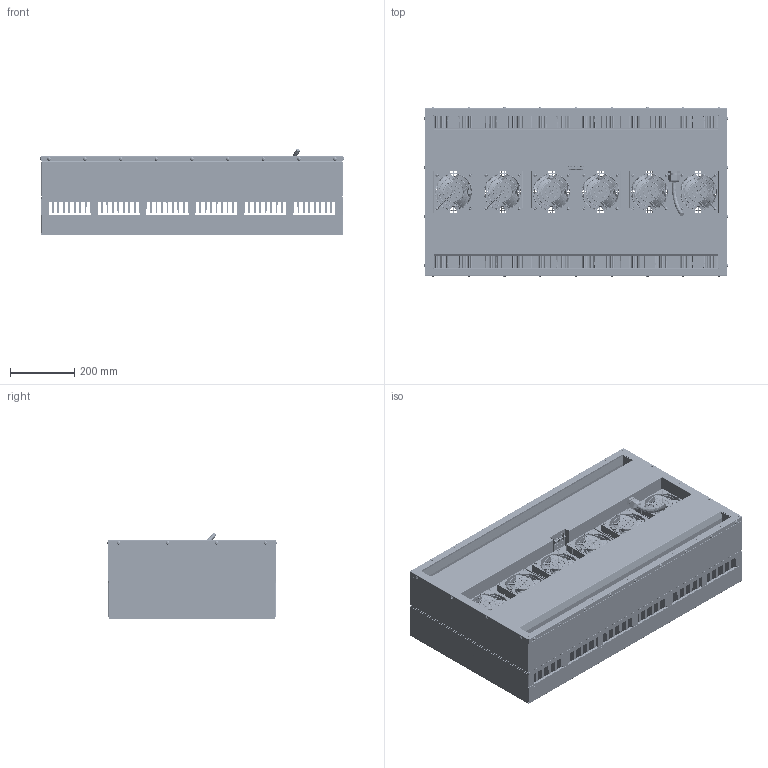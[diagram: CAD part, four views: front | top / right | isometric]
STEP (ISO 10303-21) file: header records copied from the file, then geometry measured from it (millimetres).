
FILE_DESCRIPTION (( 'STEP AP203' ), '1' );
FILE_NAME ('FHP-6253.STEP', '2016-05-12T20:26:27', ( '' ), ( '' ), 'SwSTEP 2.0', 'SolidWorks 2016', '' );
FILE_SCHEMA (( 'CONFIG_CONTROL_DESIGN' ));
Products named in the file (1): FHP-6253
Bounding box: 946.56 x 527.97 x 268.71 mm (x, y, z)
Surface area: 11027208 mm2 (no closed solid volume)
Topology: 0 solids, 455 shells, 3508 faces, 16517 edges, 12900 vertices
Faces by surface type: plane 1652, cylinder 1496, bspline 348, cone 12
Entity records: 210979 total; most frequent: CARTESIAN_POINT 87523, DIRECTION 23778, ORIENTED_EDGE 22241, EDGE_CURVE 16503, VERTEX_POINT 12893, AXIS2_PLACEMENT_3D 7929, LINE 7920, VECTOR 7920
